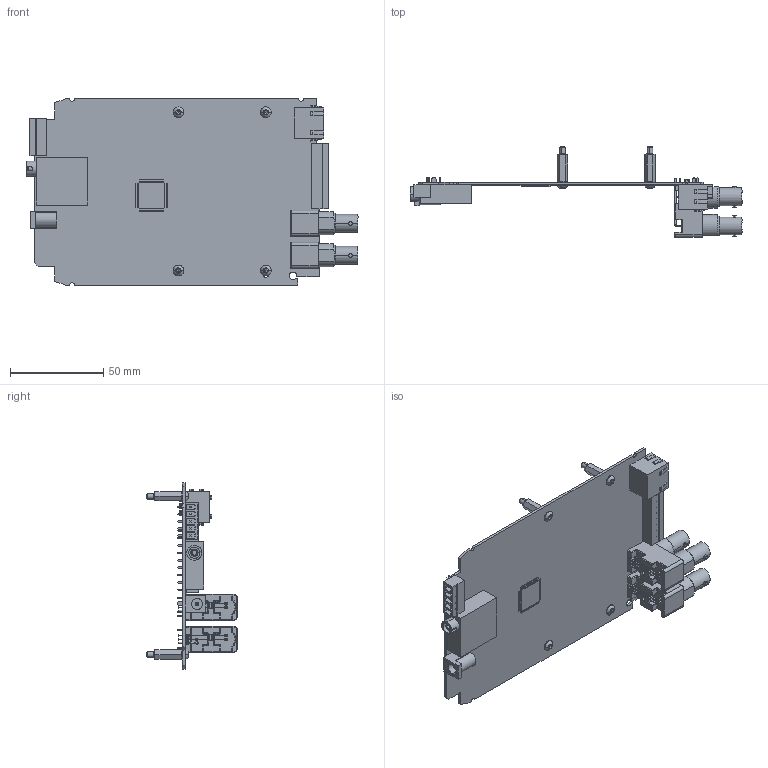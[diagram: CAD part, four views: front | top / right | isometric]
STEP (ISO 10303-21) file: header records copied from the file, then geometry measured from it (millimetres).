
FILE_DESCRIPTION (( 'STEP AP203' ), '1' );
FILE_NAME ('Ïëàòà ìóëüòèïëåêñîðà â ñáîðå ñî ñòîéêàìè.STEP', '2014-04-29T10:30:47', ( '' ), ( '' ), 'SwSTEP 2.0', 'SolidWorks 2012', '' );
FILE_SCHEMA (( 'CONFIG_CONTROL_DESIGN' ));
Length unit declared in the file: millimetre
Products named in the file (10): Ïëàòà ìóëüòèïëåêñîðà â ñáîðå ñî ñòîéêàìè; socket button head cap screw_am_B18.3.4M - 3 x 0.5 x 6 SBHCS --N; Ñòîéêà äëÿ ïëàò 15 ìì; Ñïàðåííûé BNC ðàçúåì (ãíåçäî íà ïëàòó); RJ 45 (ãíåçäî íà ïëàòó); Êëåìíèê 3.81 (ïàïà íà ïëàòó) 9 ïèí; Êëåìíèê 3.81 (ïàïà íà ïëàòó) 5 ïèí; Îïòè÷åñêèé ïðåîáðàçîâàòåëü; Ðàçúåì ïèòàíèÿ ìóëüòèïëåêñîðà; Ïëàòà ìóëüòèïëåêñîðà
Assembly tree (16 placements, depth 2):
  Ïëàòà ìóëüòèïëåêñîðà â ñáîðå ñî ñòîéêàìè
    Ïëàòà ìóëüòèïëåêñîðà
    Ðàçúåì ïèòàíèÿ ìóëüòèïëåêñîðà
    Îïòè÷åñêèé ïðåîáðàçîâàòåëü
    Êëåìíèê 3.81 (ïàïà íà ïëàòó) 5 ïèí
    Êëåìíèê 3.81 (ïàïà íà ïëàòó) 9 ïèí
    RJ 45 (ãíåçäî íà ïëàòó)
    Ñïàðåííûé BNC ðàçúåì (ãíåçäî íà ïëàòó)  x2
    Ñòîéêà äëÿ ïëàò 15 ìì  x4
    socket button head cap screw_am_B18.3.4M - 3 x 0.5 x 6 SBHCS --N  x4
Bounding box: 178.3 x 48.5 x 100 mm (x, y, z)
Volume: 51391.6 mm3; surface area: 52271.3 mm2
Topology: 16 solids, 16 shells, 1528 faces, 3644 edges, 2190 vertices
Faces by surface type: plane 870, cylinder 458, torus 98, sphere 64, cone 36, bspline 2
Entity records: 32290 total; most frequent: CARTESIAN_POINT 5719, DIRECTION 5252, ORIENTED_EDGE 5192, EDGE_CURVE 2596, LINE 1998, VECTOR 1998, AXIS2_PLACEMENT_3D 1627, VERTEX_POINT 1618
